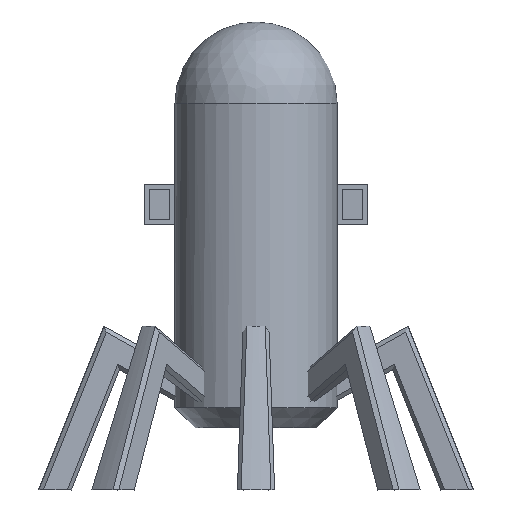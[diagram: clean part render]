
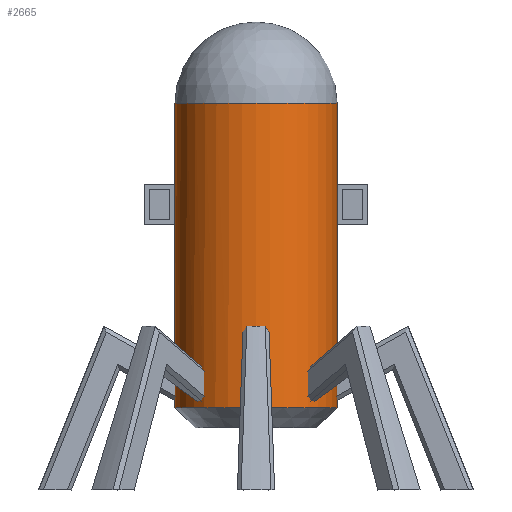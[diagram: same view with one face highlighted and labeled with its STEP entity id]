
A CAD part, left-side view. The second image highlights one B-rep face of the part: STEP entity #2665.
In plain terms, the highlighted cylindrical face has radius 400 mm (diameter 800 mm), a full revolution.
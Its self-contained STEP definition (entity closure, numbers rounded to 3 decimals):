
#78=B_SPLINE_CURVE_WITH_KNOTS('',3,(#3449,#3450,#3451,#3452,#3453,#3454,
#3455,#3456,#3457,#3458,#3459,#3460,#3461,#3462,#3463,#3464,#3465,#3466),
 .UNSPECIFIED.,.F.,.F.,(4,2,2,2,2,2,2,2,4),(0.,0.707,1.413,
2.12,2.827,3.534,4.24,4.947,
5.654),.UNSPECIFIED.);
#79=B_SPLINE_CURVE_WITH_KNOTS('',3,(#3468,#3469,#3470,#3471,#3472,#3473,
#3474,#3475,#3476,#3477,#3478,#3479,#3480,#3481,#3482,#3483,#3484,#3485),
 .UNSPECIFIED.,.F.,.F.,(4,2,2,2,2,2,2,2,4),(5.654,6.361,
7.067,7.774,8.481,9.188,9.894,
10.601,11.308),.UNSPECIFIED.);
#413=LINE('',#3443,#499);
#499=VECTOR('',#3043,400.);
#583=CYLINDRICAL_SURFACE('',#2860,400.);
#592=FACE_OUTER_BOUND('',#755,.T.);
#755=EDGE_LOOP('',(#1704,#1705,#1706,#1707,#1708,#1709,#1710,#1711,#1712));
#918=CIRCLE('',#2858,400.);
#919=CIRCLE('',#2859,400.);
#920=CIRCLE('',#2861,400.);
#921=CIRCLE('',#2862,400.);
#922=CIRCLE('',#2863,400.);
#980=VERTEX_POINT('',#3436);
#981=VERTEX_POINT('',#3438);
#982=VERTEX_POINT('',#3442);
#983=VERTEX_POINT('',#3444);
#984=VERTEX_POINT('',#3446);
#985=VERTEX_POINT('',#3448);
#986=VERTEX_POINT('',#3467);
#1271=EDGE_CURVE('',#980,#981,#918,.T.);
#1272=EDGE_CURVE('',#981,#980,#919,.T.);
#1273=EDGE_CURVE('',#981,#982,#413,.T.);
#1274=EDGE_CURVE('',#982,#983,#920,.T.);
#1275=EDGE_CURVE('',#983,#984,#921,.T.);
#1276=EDGE_CURVE('',#984,#985,#78,.T.);
#1277=EDGE_CURVE('',#985,#986,#79,.T.);
#1278=EDGE_CURVE('',#986,#982,#922,.T.);
#1704=ORIENTED_EDGE('',*,*,#1271,.F.);
#1705=ORIENTED_EDGE('',*,*,#1272,.F.);
#1706=ORIENTED_EDGE('',*,*,#1273,.T.);
#1707=ORIENTED_EDGE('',*,*,#1274,.T.);
#1708=ORIENTED_EDGE('',*,*,#1275,.T.);
#1709=ORIENTED_EDGE('',*,*,#1276,.T.);
#1710=ORIENTED_EDGE('',*,*,#1277,.T.);
#1711=ORIENTED_EDGE('',*,*,#1278,.T.);
#1712=ORIENTED_EDGE('',*,*,#1273,.F.);
#2665=ADVANCED_FACE('',(#592),#583,.T.);
#2858=AXIS2_PLACEMENT_3D('',#3439,#3037,#3038);
#2859=AXIS2_PLACEMENT_3D('',#3440,#3039,#3040);
#2860=AXIS2_PLACEMENT_3D('',#3441,#3041,#3042);
#2861=AXIS2_PLACEMENT_3D('',#3445,#3044,#3045);
#2862=AXIS2_PLACEMENT_3D('',#3447,#3046,#3047);
#2863=AXIS2_PLACEMENT_3D('',#3486,#3048,#3049);
#3037=DIRECTION('center_axis',(0.,0.,-1.));
#3038=DIRECTION('ref_axis',(0.,-1.,0.));
#3039=DIRECTION('center_axis',(0.,0.,-1.));
#3040=DIRECTION('ref_axis',(0.,-1.,0.));
#3041=DIRECTION('center_axis',(0.,0.,-1.));
#3042=DIRECTION('ref_axis',(0.,1.,0.));
#3043=DIRECTION('',(0.,0.,1.));
#3044=DIRECTION('center_axis',(0.,0.,-1.));
#3045=DIRECTION('ref_axis',(1.,0.,0.));
#3046=DIRECTION('center_axis',(0.,0.,-1.));
#3047=DIRECTION('ref_axis',(1.,0.,0.));
#3048=DIRECTION('center_axis',(0.,0.,-1.));
#3049=DIRECTION('ref_axis',(1.,0.,0.));
#3436=CARTESIAN_POINT('',(0.,400.,100.));
#3438=CARTESIAN_POINT('',(0.,-400.,100.));
#3439=CARTESIAN_POINT('Origin',(0.,0.,100.));
#3440=CARTESIAN_POINT('Origin',(0.,0.,100.));
#3441=CARTESIAN_POINT('Origin',(0.,0.,800.));
#3442=CARTESIAN_POINT('',(0.,-400.,1600.));
#3443=CARTESIAN_POINT('',(0.,-400.,800.));
#3444=CARTESIAN_POINT('',(-400.,0.,1600.));
#3445=CARTESIAN_POINT('Origin',(0.,0.,1600.));
#3446=CARTESIAN_POINT('',(398.238,37.5,1600.));
#3447=CARTESIAN_POINT('Origin',(0.,0.,1600.));
#3448=CARTESIAN_POINT('',(400.,0.,1562.5));
#3449=CARTESIAN_POINT('Ctrl Pts',(398.238,37.5,1600.));
#3450=CARTESIAN_POINT('Ctrl Pts',(398.238,37.5,1597.644));
#3451=CARTESIAN_POINT('Ctrl Pts',(398.26,37.274,1595.208));
#3452=CARTESIAN_POINT('Ctrl Pts',(398.348,36.325,1590.364));
#3453=CARTESIAN_POINT('Ctrl Pts',(398.414,35.601,1587.955));
#3454=CARTESIAN_POINT('Ctrl Pts',(398.58,33.687,1583.336));
#3455=CARTESIAN_POINT('Ctrl Pts',(398.68,32.495,1581.122));
#3456=CARTESIAN_POINT('Ctrl Pts',(398.895,29.742,1577.027));
#3457=CARTESIAN_POINT('Ctrl Pts',(399.01,28.18,1575.147));
#3458=CARTESIAN_POINT('Ctrl Pts',(399.231,24.853,1571.82));
#3459=CARTESIAN_POINT('Ctrl Pts',(399.345,22.973,1570.258));
#3460=CARTESIAN_POINT('Ctrl Pts',(399.56,18.878,1567.505));
#3461=CARTESIAN_POINT('Ctrl Pts',(399.659,16.664,1566.313));
#3462=CARTESIAN_POINT('Ctrl Pts',(399.825,12.045,1564.399));
#3463=CARTESIAN_POINT('Ctrl Pts',(399.891,9.636,1563.675));
#3464=CARTESIAN_POINT('Ctrl Pts',(399.979,4.792,1562.726));
#3465=CARTESIAN_POINT('Ctrl Pts',(400.,2.356,1562.5));
#3466=CARTESIAN_POINT('Ctrl Pts',(400.,0.,1562.5));
#3467=CARTESIAN_POINT('',(398.238,-37.5,1600.));
#3468=CARTESIAN_POINT('Ctrl Pts',(400.,0.,1562.5));
#3469=CARTESIAN_POINT('Ctrl Pts',(400.,-2.356,1562.5));
#3470=CARTESIAN_POINT('Ctrl Pts',(399.979,-4.792,1562.726));
#3471=CARTESIAN_POINT('Ctrl Pts',(399.891,-9.636,1563.675));
#3472=CARTESIAN_POINT('Ctrl Pts',(399.825,-12.045,1564.399));
#3473=CARTESIAN_POINT('Ctrl Pts',(399.659,-16.664,1566.313));
#3474=CARTESIAN_POINT('Ctrl Pts',(399.56,-18.878,1567.505));
#3475=CARTESIAN_POINT('Ctrl Pts',(399.345,-22.973,1570.258));
#3476=CARTESIAN_POINT('Ctrl Pts',(399.231,-24.853,1571.82));
#3477=CARTESIAN_POINT('Ctrl Pts',(399.01,-28.18,1575.147));
#3478=CARTESIAN_POINT('Ctrl Pts',(398.895,-29.742,1577.027));
#3479=CARTESIAN_POINT('Ctrl Pts',(398.68,-32.495,1581.122));
#3480=CARTESIAN_POINT('Ctrl Pts',(398.58,-33.687,1583.336));
#3481=CARTESIAN_POINT('Ctrl Pts',(398.414,-35.601,1587.955));
#3482=CARTESIAN_POINT('Ctrl Pts',(398.348,-36.325,1590.364));
#3483=CARTESIAN_POINT('Ctrl Pts',(398.26,-37.274,1595.208));
#3484=CARTESIAN_POINT('Ctrl Pts',(398.238,-37.5,1597.644));
#3485=CARTESIAN_POINT('Ctrl Pts',(398.238,-37.5,1600.));
#3486=CARTESIAN_POINT('Origin',(0.,0.,1600.));
